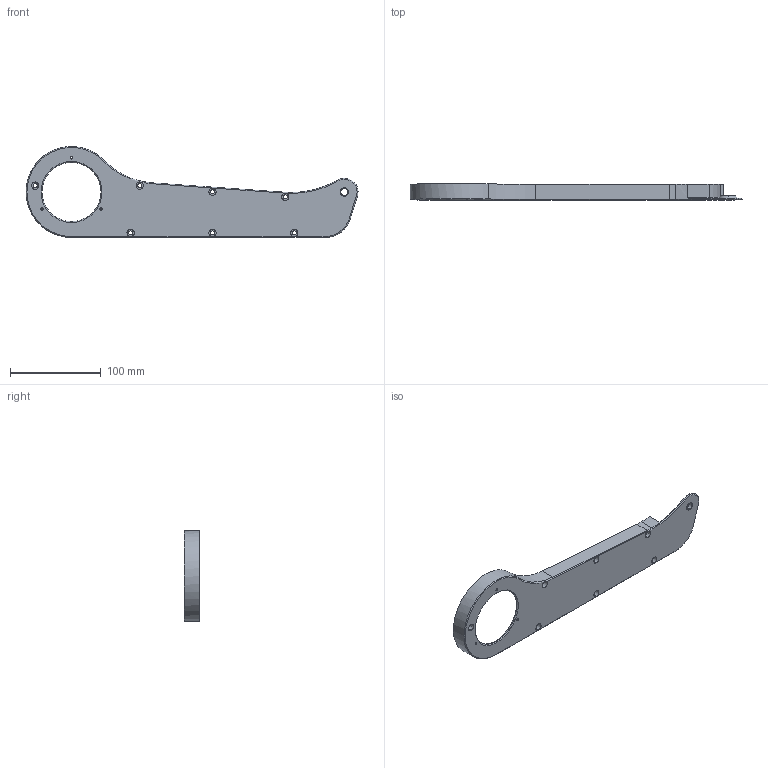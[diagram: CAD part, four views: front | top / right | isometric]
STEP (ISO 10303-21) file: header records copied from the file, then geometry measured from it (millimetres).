
FILE_DESCRIPTION (( 'STEP AP203' ), '1' );
FILE_NAME ('upperLegShellRight2.STEP', '2024-10-14T02:59:15', ( 'lance' ), ( '' ), 'SwSTEP 2.0', 'SolidWorks 2021', '' );
FILE_SCHEMA (( 'CONFIG_CONTROL_DESIGN' ));
Length unit declared in the file: millimetre
Products named in the file (1): upperLegShellRight2
Bounding box: 364.99 x 17.5 x 100 mm (x, y, z)
Volume: 72734.8 mm3; surface area: 66870.4 mm2
Topology: 1 solids, 1 shells, 278 faces, 683 edges, 418 vertices
Faces by surface type: cylinder 117, cone 86, plane 75
Entity records: 8342 total; most frequent: DIRECTION 1579, CARTESIAN_POINT 1395, ORIENTED_EDGE 1366, EDGE_CURVE 683, AXIS2_PLACEMENT_3D 622, VERTEX_POINT 418, CIRCLE 343, VECTOR 335
